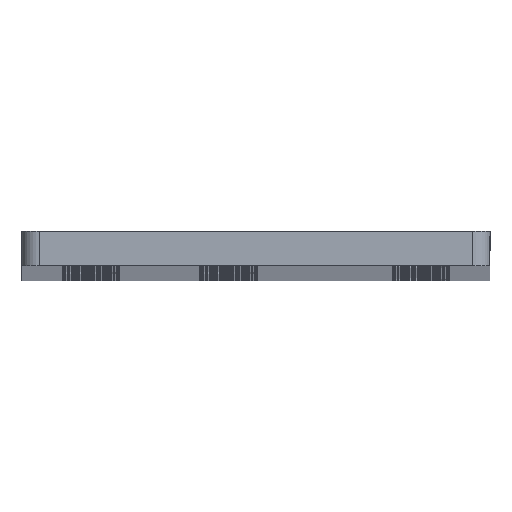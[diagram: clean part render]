
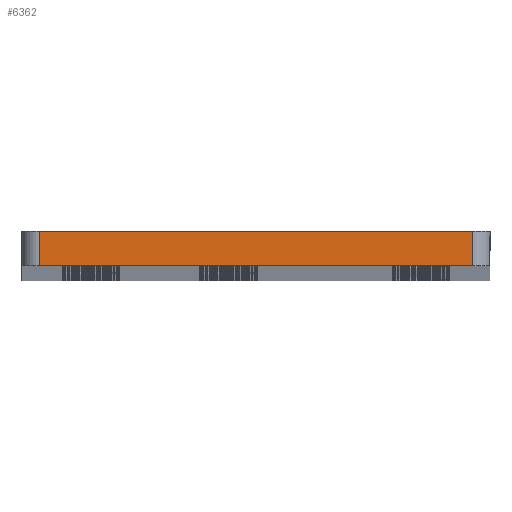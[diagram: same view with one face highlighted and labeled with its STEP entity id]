
A CAD part, top view. The second image highlights one B-rep face of the part: STEP entity #6362.
In plain terms, the highlighted planar face has unit normal (0, 0, 1).
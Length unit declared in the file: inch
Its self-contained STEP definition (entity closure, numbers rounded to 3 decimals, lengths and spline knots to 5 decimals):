
#57 = VERTEX_POINT ( 'NONE', #876 ) ;
#330 = FACE_OUTER_BOUND ( 'NONE', #5469, .T. ) ;
#342 = ORIENTED_EDGE ( 'NONE', *, *, #377, .T. ) ;
#377 = EDGE_CURVE ( 'NONE', #57, #2311, #1383, .T. ) ;
#494 = DIRECTION ( 'NONE',  ( -1., 0., 0. ) ) ;
#876 = CARTESIAN_POINT ( 'NONE',  ( 1.63385, 0.125, 0. ) ) ;
#1061 = VECTOR ( 'NONE', #3446, 39.37008 ) ;
#1133 = CARTESIAN_POINT ( 'NONE',  ( 0.0625, 0.125, 0. ) ) ;
#1181 = CARTESIAN_POINT ( 'NONE',  ( 1.63385, 0., 0. ) ) ;
#1383 = LINE ( 'NONE', #7327, #5748 ) ;
#1428 = ORIENTED_EDGE ( 'NONE', *, *, #4363, .T. ) ;
#1504 = AXIS2_PLACEMENT_3D ( 'NONE', #3282, #6140, #4969 ) ;
#2108 = DIRECTION ( 'NONE',  ( 0., 1., 0. ) ) ;
#2162 = CARTESIAN_POINT ( 'NONE',  ( 0.0625, 0., 0. ) ) ;
#2300 = VERTEX_POINT ( 'NONE', #2162 ) ;
#2311 = VERTEX_POINT ( 'NONE', #6134 ) ;
#2459 = VECTOR ( 'NONE', #2108, 39.37008 ) ;
#2651 = ORIENTED_EDGE ( 'NONE', *, *, #4189, .F. ) ;
#2963 = EDGE_CURVE ( 'NONE', #2311, #2300, #4155, .T. ) ;
#3026 = VERTEX_POINT ( 'NONE', #1181 ) ;
#3282 = CARTESIAN_POINT ( 'NONE',  ( 1.07135, 0., 0. ) ) ;
#3446 = DIRECTION ( 'NONE',  ( 0., -1., 0. ) ) ;
#4076 = DIRECTION ( 'NONE',  ( -1., 0., 0. ) ) ;
#4155 = LINE ( 'NONE', #1133, #1061 ) ;
#4189 = EDGE_CURVE ( 'NONE', #3026, #2300, #7368, .T. ) ;
#4359 = CARTESIAN_POINT ( 'NONE',  ( 1.63385, 0., 0. ) ) ;
#4363 = EDGE_CURVE ( 'NONE', #3026, #57, #7135, .T. ) ;
#4969 = DIRECTION ( 'NONE',  ( 0., 1., 0. ) ) ;
#5469 = EDGE_LOOP ( 'NONE', ( #2651, #1428, #342, #6061 ) ) ;
#5748 = VECTOR ( 'NONE', #494, 39.37008 ) ;
#6061 = ORIENTED_EDGE ( 'NONE', *, *, #2963, .T. ) ;
#6134 = CARTESIAN_POINT ( 'NONE',  ( 0.0625, 0.125, 0. ) ) ;
#6140 = DIRECTION ( 'NONE',  ( 0., 0., -1. ) ) ;
#6332 = CARTESIAN_POINT ( 'NONE',  ( 1.07135, 0., 0. ) ) ;
#6362 = ADVANCED_FACE ( 'NONE', ( #330 ), #6615, .F. ) ;
#6615 = PLANE ( 'NONE',  #1504 ) ;
#6988 = VECTOR ( 'NONE', #4076, 39.37008 ) ;
#7135 = LINE ( 'NONE', #4359, #2459 ) ;
#7327 = CARTESIAN_POINT ( 'NONE',  ( 1.07135, 0.125, 0. ) ) ;
#7368 = LINE ( 'NONE', #6332, #6988 ) ;
